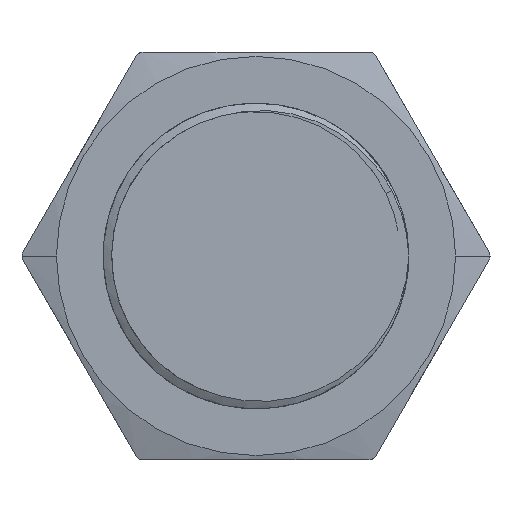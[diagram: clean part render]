
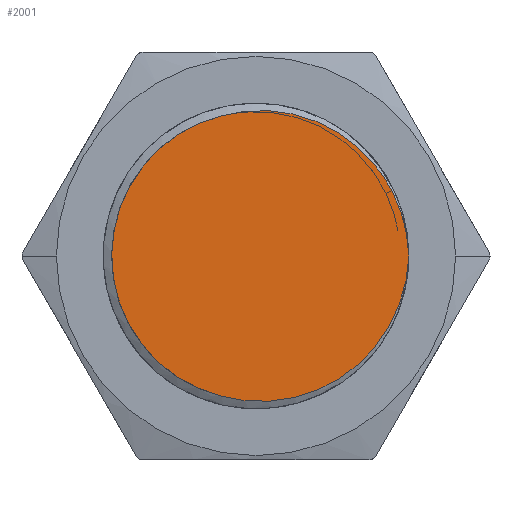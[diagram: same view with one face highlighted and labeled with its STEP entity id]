
A CAD part, front view. The second image highlights one B-rep face of the part: STEP entity #2001.
In plain terms, the highlighted planar face has unit normal (0, -1, 0).
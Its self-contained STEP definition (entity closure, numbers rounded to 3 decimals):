
#910=CIRCLE('',#17590,8.5);
#2001=ADVANCED_FACE('',(#3385),#2563,.F.);
#2563=PLANE('',#17635);
#3385=FACE_OUTER_BOUND('',#4298,.T.);
#4298=EDGE_LOOP('',(#10740,#10741,#10742,#10743));
#10740=ORIENTED_EDGE('',*,*,#15151,.F.);
#10741=ORIENTED_EDGE('',*,*,#15150,.F.);
#10742=ORIENTED_EDGE('',*,*,#15152,.F.);
#10743=ORIENTED_EDGE('',*,*,#15025,.T.);
#12649=VERTEX_POINT('',#32294);
#12650=VERTEX_POINT('',#32296);
#12670=VERTEX_POINT('',#41291);
#12672=VERTEX_POINT('',#41301);
#15025=EDGE_CURVE('',#12650,#12649,#910,.T.);
#15150=EDGE_CURVE('',#12672,#12670,#16252,.T.);
#15151=EDGE_CURVE('',#12670,#12649,#16253,.T.);
#15152=EDGE_CURVE('',#12650,#12672,#16254,.T.);
#16252=B_SPLINE_CURVE_WITH_KNOTS('',3,(#41302,#41303,#41304,#41305),
 .UNSPECIFIED.,.F.,.F.,(4,4),(0.,1.),.UNSPECIFIED.);
#16253=B_SPLINE_CURVE_WITH_KNOTS('',3,(#41574,#41575,#41576,#41577,#41578,
#41579),.UNSPECIFIED.,.F.,.F.,(4,2,4),(0.,0.5,1.),.UNSPECIFIED.);
#16254=B_SPLINE_CURVE_WITH_KNOTS('',3,(#41580,#41581,#41582,#41583,#41584,
#41585),.UNSPECIFIED.,.F.,.F.,(4,2,4),(0.,0.5,1.),.UNSPECIFIED.);
#17590=AXIS2_PLACEMENT_3D('',#32295,#21106,#21107);
#17635=AXIS2_PLACEMENT_3D('',#41586,#21198,#21199);
#21106=DIRECTION('',(0.,-1.,0.));
#21107=DIRECTION('',(-0.241,0.,0.971));
#21198=DIRECTION('',(0.,1.,0.));
#21199=DIRECTION('',(-1.,0.,0.));
#32294=CARTESIAN_POINT('',(-2.045,0.,-8.25));
#32295=CARTESIAN_POINT('',(0.,0.,0.));
#32296=CARTESIAN_POINT('',(-2.041,0.,8.251));
#41291=CARTESIAN_POINT('',(9.,0.,0.));
#41301=CARTESIAN_POINT('',(7.997,0.,3.851));
#41302=CARTESIAN_POINT('',(7.997,0.,3.851));
#41303=CARTESIAN_POINT('',(8.617,0.,2.658));
#41304=CARTESIAN_POINT('',(8.959,0.,1.344));
#41305=CARTESIAN_POINT('',(8.999,0.,0.));
#41574=CARTESIAN_POINT('',(9.,0.,0.));
#41575=CARTESIAN_POINT('',(8.917,0.,-2.667));
#41576=CARTESIAN_POINT('',(7.598,0.,-5.232));
#41577=CARTESIAN_POINT('',(3.362,0.,-8.419));
#41578=CARTESIAN_POINT('',(0.525,0.,-8.975));
#41579=CARTESIAN_POINT('',(-2.045,0.,-8.25));
#41580=CARTESIAN_POINT('',(-2.041,0.,8.251));
#41581=CARTESIAN_POINT('',(-0.125,0.,8.79));
#41582=CARTESIAN_POINT('',(1.958,0.,8.63));
#41583=CARTESIAN_POINT('',(5.554,0.,7.043));
#41584=CARTESIAN_POINT('',(7.076,0.,5.616));
#41585=CARTESIAN_POINT('',(7.997,0.,3.851));
#41586=CARTESIAN_POINT('',(0.,0.,0.));
